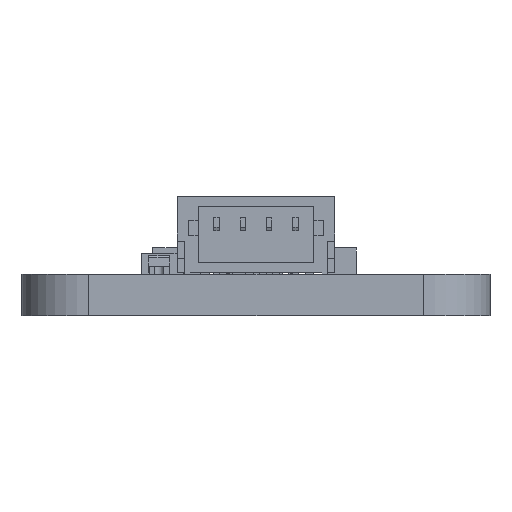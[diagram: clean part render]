
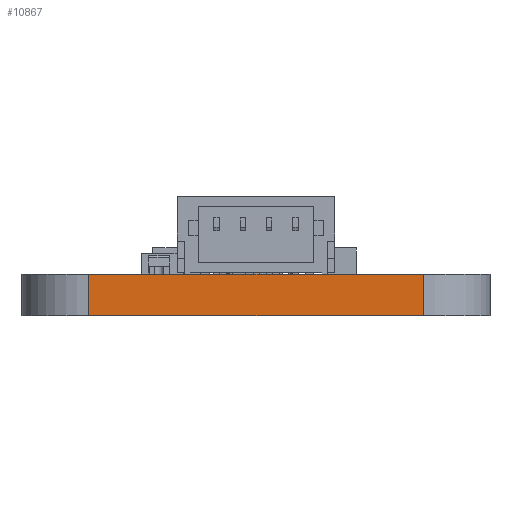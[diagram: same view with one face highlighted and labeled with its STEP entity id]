
A CAD part, left-side view. The second image highlights one B-rep face of the part: STEP entity #10867.
In plain terms, the highlighted planar face has unit normal (-1, 0, 0).
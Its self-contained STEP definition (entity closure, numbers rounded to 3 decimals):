
#189=PLANE('',#11641);
#725=FACE_OUTER_BOUND('',#1315,.T.);
#1315=EDGE_LOOP('',(#7444,#7445,#7446,#7447));
#1979=LINE('',#15418,#3333);
#1980=LINE('',#15421,#3334);
#1981=LINE('',#15423,#3335);
#1982=LINE('',#15424,#3336);
#3333=VECTOR('',#12542,10.);
#3334=VECTOR('',#12545,10.);
#3335=VECTOR('',#12546,10.);
#3336=VECTOR('',#12547,10.);
#4868=VERTEX_POINT('',#15414);
#4869=VERTEX_POINT('',#15416);
#4870=VERTEX_POINT('',#15420);
#4871=VERTEX_POINT('',#15422);
#5895=EDGE_CURVE('',#4868,#4869,#1979,.T.);
#5896=EDGE_CURVE('',#4870,#4868,#1980,.T.);
#5897=EDGE_CURVE('',#4871,#4869,#1981,.T.);
#5898=EDGE_CURVE('',#4870,#4871,#1982,.T.);
#7444=ORIENTED_EDGE('',*,*,#5896,.T.);
#7445=ORIENTED_EDGE('',*,*,#5895,.T.);
#7446=ORIENTED_EDGE('',*,*,#5897,.F.);
#7447=ORIENTED_EDGE('',*,*,#5898,.F.);
#10867=ADVANCED_FACE('',(#725),#189,.T.);
#11641=AXIS2_PLACEMENT_3D('',#15419,#12543,#12544);
#12542=DIRECTION('',(0.,0.,1.));
#12543=DIRECTION('center_axis',(-1.,0.,0.));
#12544=DIRECTION('ref_axis',(0.,-1.,0.));
#12545=DIRECTION('',(0.,-1.,0.));
#12546=DIRECTION('',(0.,-1.,0.));
#12547=DIRECTION('',(0.,0.,1.));
#15414=CARTESIAN_POINT('',(0.,2.54,0.));
#15416=CARTESIAN_POINT('',(0.,2.54,1.57));
#15418=CARTESIAN_POINT('',(0.,2.54,0.));
#15419=CARTESIAN_POINT('Origin',(0.,15.24,0.));
#15420=CARTESIAN_POINT('',(0.,15.24,0.));
#15421=CARTESIAN_POINT('',(0.,15.24,0.));
#15422=CARTESIAN_POINT('',(0.,15.24,1.57));
#15423=CARTESIAN_POINT('',(0.,15.24,1.57));
#15424=CARTESIAN_POINT('',(0.,15.24,0.));
